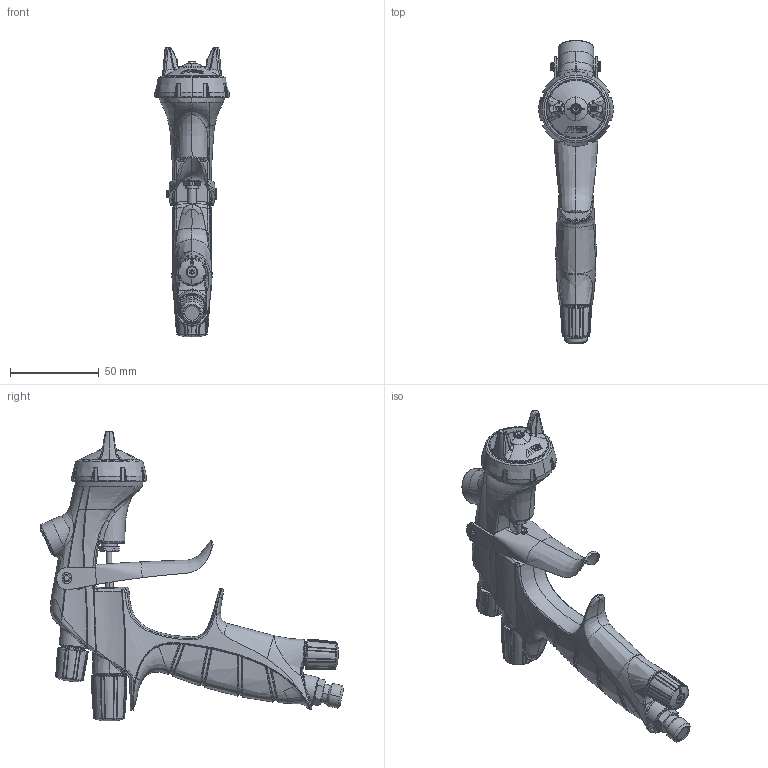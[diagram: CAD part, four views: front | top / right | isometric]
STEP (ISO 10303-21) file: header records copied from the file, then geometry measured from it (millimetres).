
FILE_DESCRIPTION (( 'STEP AP214' ), '1' );
FILE_NAME ('[STEP]WS-400／LS-400.STEP', '2022-09-08T04:32:23', ( '' ), ( '' ), 'SwSTEP 2.0', 'SolidWorks 2019', '' );
FILE_SCHEMA (( 'AUTOMOTIVE_DESIGN' ));
Products named in the file (1): [STEP]WS-400／LS-400
Bounding box: 42 x 171.03 x 163.29 mm (x, y, z)
Volume: 167998.7 mm3; surface area: 37073.9 mm2
Topology: 1 solids, 1 shells, 2365 faces, 5733 edges, 3274 vertices
Faces by surface type: bspline 1565, plane 289, cylinder 237, cone 177, torus 71, sphere 26
Entity records: 201905 total; most frequent: CARTESIAN_POINT 160832, ORIENTED_EDGE 11166, EDGE_CURVE 5583, DIRECTION 4796, VERTEX_POINT 3271, B_SPLINE_CURVE_WITH_KNOTS 3211, EDGE_LOOP 2418, FACE_OUTER_BOUND 2362
